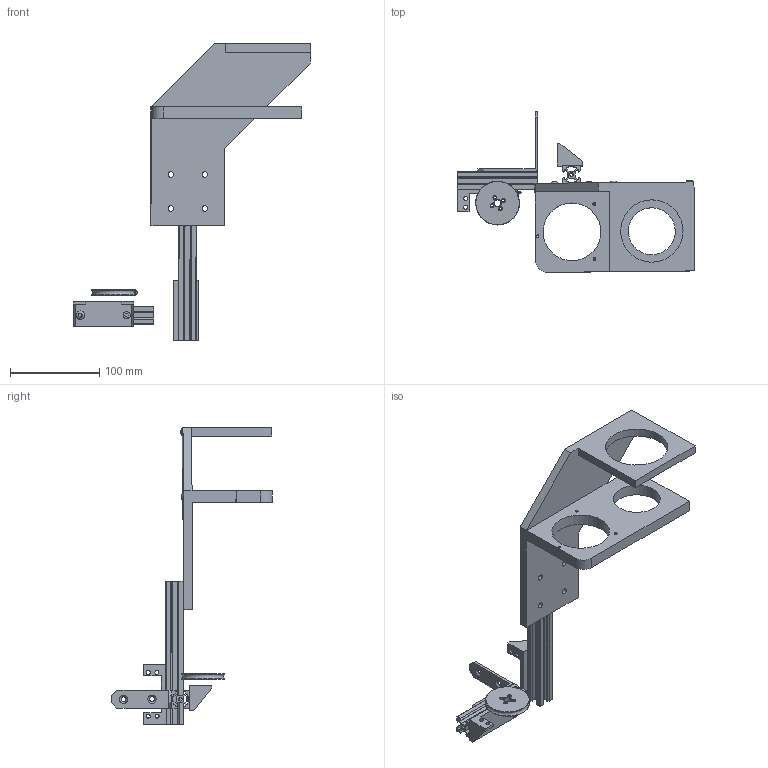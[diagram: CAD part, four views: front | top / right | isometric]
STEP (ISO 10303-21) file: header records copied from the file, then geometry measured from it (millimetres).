
FILE_DESCRIPTION(/* description */ ('Unknown'),/* implementation_level */ '2;1');
FILE_NAME(/* name */ 'Egg Cracker V1 Test Assembly',/* time_stamp */ '2023-04-08T14:17:07-04:00',/* author */ ('Unknown'),/* organization */ ('Unknown'),/* preprocessor_version */ 'ST-DEVELOPER v18.102',/* originating_system */ 'Solid Edge',/* authorisation */ 'Unknown');
FILE_SCHEMA (('AUTOMOTIVE_DESIGN {1 0 10303 214 3 1 1}'));
Products named in the file (9): Egg Cracker V1 Test Assembly; Servo Mount; M5 x 8 Pin Head Bolt; M5 x 8 Socket Head Bolt; Pully; Arm Add-on Bracket; 2020 X 90mm aluminium profile v slot Black; 90 deg Shelf 4 Hole Bracket; 2020 X 160mm aluminium profile v slot Black
Assembly tree (9 placements, depth 2):
  Egg Cracker V1 Test Assembly
    Servo Mount  x2
    M5 x 8 Pin Head Bolt
    M5 x 8 Socket Head Bolt
    Pully
    Arm Add-on Bracket
    2020 X 90mm aluminium profile v slot Black
    90 deg Shelf 4 Hole Bracket
    2020 X 160mm aluminium profile v slot Black
Bounding box: 265.26 x 179.99 x 331.95 mm (x, y, z)
Volume: 451892.2 mm3; surface area: 156460.3 mm2
Topology: 9 solids, 9 shells, 322 faces, 876 edges, 575 vertices
Faces by surface type: plane 210, cylinder 67, torus 21, bspline 20, cone 4
Full cylindrical faces by diameter (mm): 3 x1, 3.15 x4, 4.149 x2, 4.5 x8, 5 x9, 5.3 x4, 6 x4, 6.15 x4, 7.5 x1, 8 x1, 9.5 x1, 52.5 x1, 64.5 x1, 69.75 x1
Entity records: 36928 total; most frequent: CARTESIAN_POINT 28843, ORIENTED_EDGE 1422, DIRECTION 1335, EDGE_CURVE 711, LINE 513, VECTOR 513, VERTEX_POINT 493, AXIS2_PLACEMENT_3D 411
